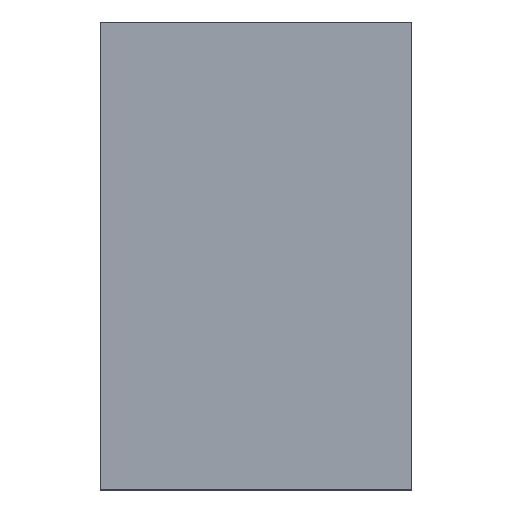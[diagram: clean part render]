
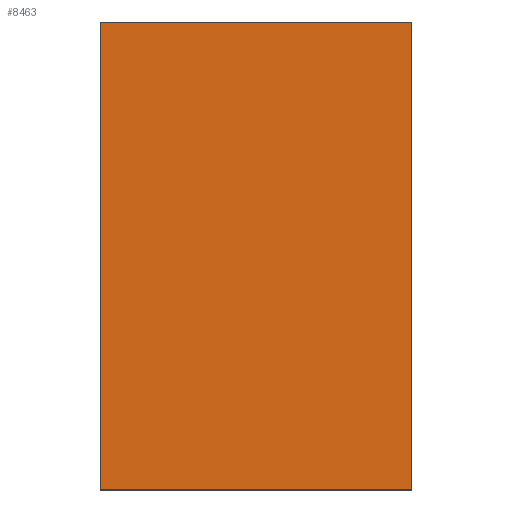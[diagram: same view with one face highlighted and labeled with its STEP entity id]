
A CAD part, top view. The second image highlights one B-rep face of the part: STEP entity #8463.
In plain terms, the highlighted face is planar.
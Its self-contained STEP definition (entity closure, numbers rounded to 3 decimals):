
#8336=DIRECTION('',(1.,0.,0.));
#8337=VECTOR('',#8336,6.);
#8338=CARTESIAN_POINT('',(-3.,0.6,4.5));
#8339=LINE('',#8338,#8337);
#8343=DIRECTION('',(0.,0.,1.));
#8344=VECTOR('',#8343,9.);
#8345=CARTESIAN_POINT('',(-3.,0.6,-4.5));
#8346=LINE('',#8345,#8344);
#8350=DIRECTION('',(-1.,0.,0.));
#8351=VECTOR('',#8350,6.);
#8352=CARTESIAN_POINT('',(3.,0.6,-4.5));
#8353=LINE('',#8352,#8351);
#8357=DIRECTION('',(0.,0.,-1.));
#8358=VECTOR('',#8357,9.);
#8359=CARTESIAN_POINT('',(3.,0.6,4.5));
#8360=LINE('',#8359,#8358);
#8372=CARTESIAN_POINT('',(-3.,0.6,4.5));
#8373=CARTESIAN_POINT('',(3.,0.6,4.5));
#8374=VERTEX_POINT('',#8372);
#8375=VERTEX_POINT('',#8373);
#8376=CARTESIAN_POINT('',(3.,0.6,-4.5));
#8377=VERTEX_POINT('',#8376);
#8378=CARTESIAN_POINT('',(-3.,0.6,-4.5));
#8379=VERTEX_POINT('',#8378);
#8452=CARTESIAN_POINT('',(0.,0.6,0.));
#8453=DIRECTION('',(0.,1.,0.));
#8454=DIRECTION('',(1.,0.,0.));
#8455=AXIS2_PLACEMENT_3D('',#8452,#8453,#8454);
#8456=PLANE('',#8455);
#8457=ORIENTED_EDGE('',*,*,#8404,.F.);
#8458=ORIENTED_EDGE('',*,*,#8419,.F.);
#8459=ORIENTED_EDGE('',*,*,#8433,.F.);
#8460=ORIENTED_EDGE('',*,*,#8446,.F.);
#8461=EDGE_LOOP('',(#8457,#8458,#8459,#8460));
#8462=FACE_OUTER_BOUND('',#8461,.F.);
#8463=ADVANCED_FACE('',(#8462),#8456,.T.);
#8404=EDGE_CURVE('',#8374,#8375,#8339,.T.);
#8419=EDGE_CURVE('',#8379,#8374,#8346,.T.);
#8433=EDGE_CURVE('',#8377,#8379,#8353,.T.);
#8446=EDGE_CURVE('',#8375,#8377,#8360,.T.);
